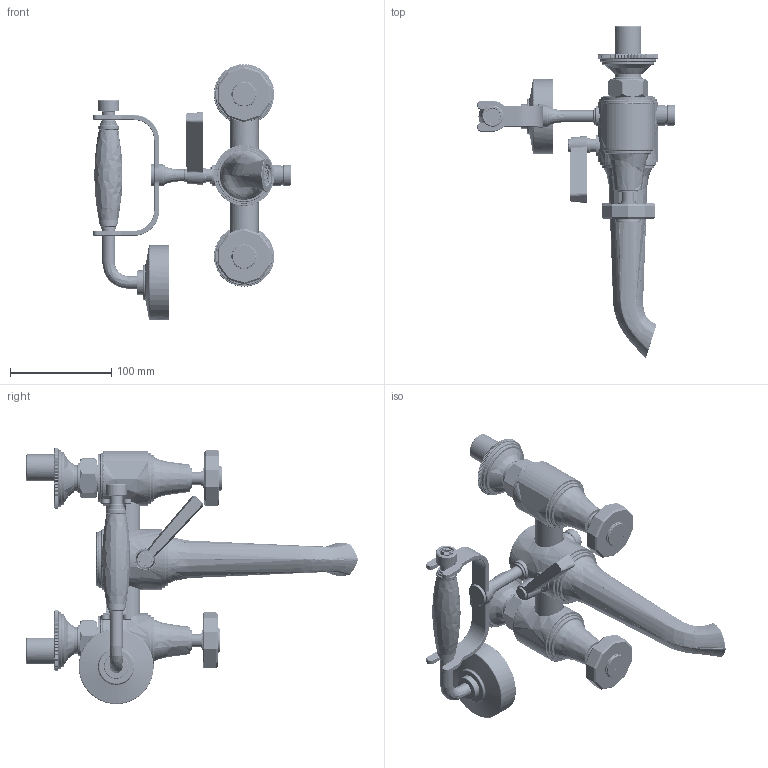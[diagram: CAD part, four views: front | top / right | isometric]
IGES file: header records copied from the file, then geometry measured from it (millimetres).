
Global section: file name: V6K32D; native system: Autodesk Inventor 2016; preprocessor: unknown; author: adaniels; date: 20170330.072420; units: millimetre
Bounding box: 195.55 x 327.89 x 253.1 mm (x, y, z)
Volume: 887168.9 mm3; surface area: 365491 mm2
Topology: 96 solids, 102 shells, 5791 faces, 14704 edges, 9601 vertices
Faces by surface type: bspline 5791
